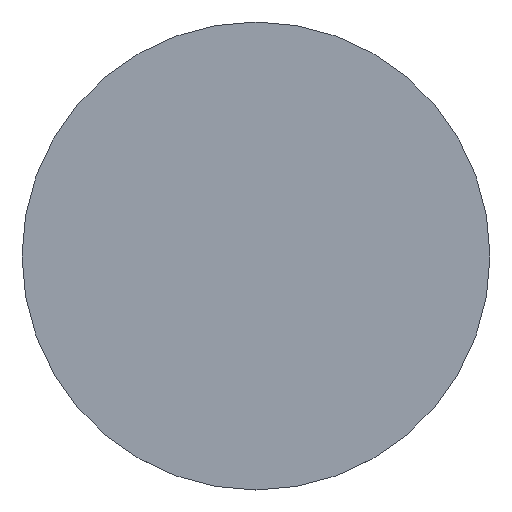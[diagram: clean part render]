
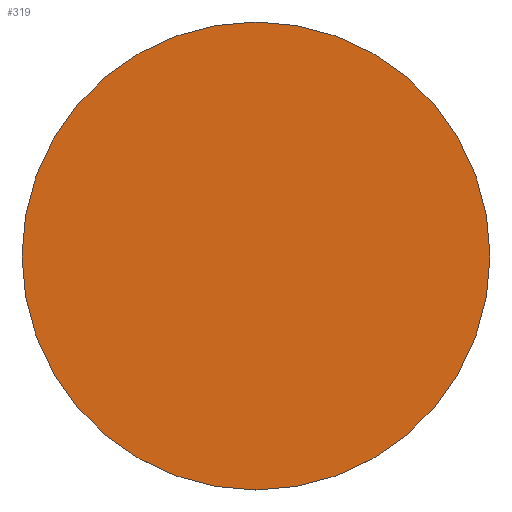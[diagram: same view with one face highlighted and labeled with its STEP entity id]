
A CAD part, top view. The second image highlights one B-rep face of the part: STEP entity #319.
In plain terms, the highlighted planar face has unit normal (0, 0, 1).
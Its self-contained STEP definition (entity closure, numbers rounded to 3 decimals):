
#279=CARTESIAN_POINT('',(-26.,-100.,40.799));
#280=VERTEX_POINT('',#279);
#287=CARTESIAN_POINT('',(26.,-100.,40.799));
#288=VERTEX_POINT('',#287);
#289=CARTESIAN_POINT('',(0.,-100.,40.799));
#290=DIRECTION('',(0.,0.,1.));
#291=DIRECTION('',(1.,0.,-0.));
#292=AXIS2_PLACEMENT_3D('',#289,#290,#291);
#293=CIRCLE('',#292,26.);
#294=EDGE_CURVE('',#288,#280,#293,.T.);
#296=CARTESIAN_POINT('',(0.,-100.,40.799));
#297=DIRECTION('',(0.,0.,1.));
#298=DIRECTION('',(1.,0.,-0.));
#299=AXIS2_PLACEMENT_3D('',#296,#297,#298);
#300=CIRCLE('',#299,26.);
#301=EDGE_CURVE('',#280,#288,#300,.T.);
#310=CARTESIAN_POINT('',(-0.,-100.,40.799));
#311=DIRECTION('',(0.,0.,1.));
#312=DIRECTION('',(-1.,0.,0.));
#313=AXIS2_PLACEMENT_3D('',#310,#311,#312);
#314=PLANE('',#313);
#315=ORIENTED_EDGE('',*,*,#294,.T.);
#316=ORIENTED_EDGE('',*,*,#301,.T.);
#317=EDGE_LOOP('',(#315,#316));
#318=FACE_BOUND('',#317,.T.);
#319=ADVANCED_FACE('',(#318),#314,.T.);
